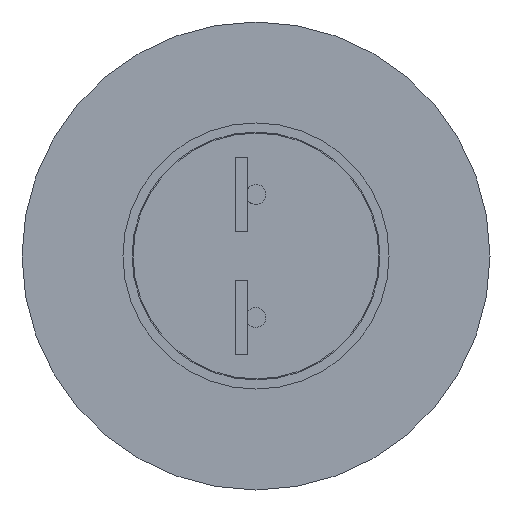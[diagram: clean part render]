
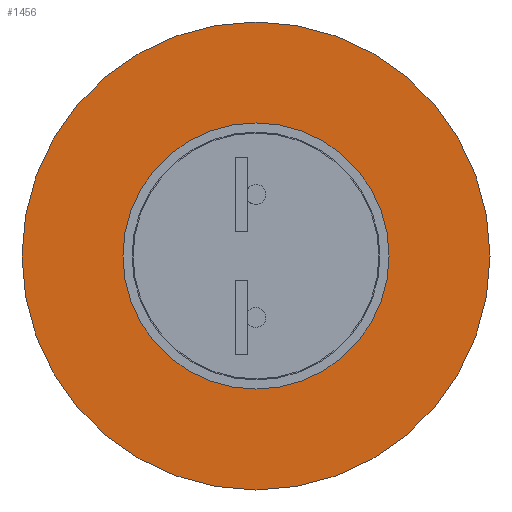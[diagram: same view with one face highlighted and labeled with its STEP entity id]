
A CAD part, front view. The second image highlights one B-rep face of the part: STEP entity #1456.
In plain terms, the highlighted planar face has unit normal (0, -1, 0).
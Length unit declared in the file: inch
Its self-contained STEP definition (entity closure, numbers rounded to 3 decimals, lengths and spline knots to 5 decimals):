
#103 = EDGE_CURVE ( 'NONE', #3005, #1410, #1896, .T. ) ;
#126 = CARTESIAN_POINT ( 'NONE',  ( 0., 0., 0. ) ) ;
#168 = CARTESIAN_POINT ( 'NONE',  ( -0.3355, 0., 0. ) ) ;
#275 = DIRECTION ( 'NONE',  ( -1., 0., 0. ) ) ;
#459 = VERTEX_POINT ( 'NONE', #168 ) ;
#658 = CARTESIAN_POINT ( 'NONE',  ( 0., 0., 0. ) ) ;
#969 = DIRECTION ( 'NONE',  ( 0., -1., 0. ) ) ;
#982 = DIRECTION ( 'NONE',  ( 1., 0., 0. ) ) ;
#1192 = AXIS2_PLACEMENT_3D ( 'NONE', #1938, #3754, #1624 ) ;
#1283 = CARTESIAN_POINT ( 'NONE',  ( 0., 0., 0. ) ) ;
#1320 = EDGE_LOOP ( 'NONE', ( #3049, #1822 ) ) ;
#1410 = VERTEX_POINT ( 'NONE', #2726 ) ;
#1411 = CIRCLE ( 'NONE', #3301, 0.59 ) ;
#1456 = ADVANCED_FACE ( 'NONE', ( #2055, #1460 ), #2671, .F. ) ;
#1460 = FACE_OUTER_BOUND ( 'NONE', #2752, .T. ) ;
#1520 = ORIENTED_EDGE ( 'NONE', *, *, #103, .T. ) ;
#1526 = AXIS2_PLACEMENT_3D ( 'NONE', #126, #2244, #3123 ) ;
#1624 = DIRECTION ( 'NONE',  ( 1., 0., 0. ) ) ;
#1629 = CARTESIAN_POINT ( 'NONE',  ( -0.59, 0., 0. ) ) ;
#1822 = ORIENTED_EDGE ( 'NONE', *, *, #1956, .F. ) ;
#1896 = CIRCLE ( 'NONE', #2660, 0.59 ) ;
#1938 = CARTESIAN_POINT ( 'NONE',  ( 0., 0., 0. ) ) ;
#1956 = EDGE_CURVE ( 'NONE', #459, #2150, #2364, .T. ) ;
#2055 = FACE_BOUND ( 'NONE', #1320, .T. ) ;
#2150 = VERTEX_POINT ( 'NONE', #3645 ) ;
#2176 = DIRECTION ( 'NONE',  ( 1., 0., 0. ) ) ;
#2196 = EDGE_CURVE ( 'NONE', #1410, #3005, #1411, .T. ) ;
#2244 = DIRECTION ( 'NONE',  ( 0., -1., 0. ) ) ;
#2364 = CIRCLE ( 'NONE', #1526, 0.3355 ) ;
#2377 = DIRECTION ( 'NONE',  ( 0., 1., 0. ) ) ;
#2490 = DIRECTION ( 'NONE',  ( 0., -1., 0. ) ) ;
#2660 = AXIS2_PLACEMENT_3D ( 'NONE', #658, #969, #2176 ) ;
#2671 = PLANE ( 'NONE',  #2685 ) ;
#2685 = AXIS2_PLACEMENT_3D ( 'NONE', #3867, #2377, #275 ) ;
#2726 = CARTESIAN_POINT ( 'NONE',  ( 0.59, 0., 0. ) ) ;
#2752 = EDGE_LOOP ( 'NONE', ( #3233, #1520 ) ) ;
#3005 = VERTEX_POINT ( 'NONE', #1629 ) ;
#3049 = ORIENTED_EDGE ( 'NONE', *, *, #3337, .F. ) ;
#3123 = DIRECTION ( 'NONE',  ( 1., 0., 0. ) ) ;
#3233 = ORIENTED_EDGE ( 'NONE', *, *, #2196, .T. ) ;
#3301 = AXIS2_PLACEMENT_3D ( 'NONE', #1283, #2490, #982 ) ;
#3337 = EDGE_CURVE ( 'NONE', #2150, #459, #3406, .T. ) ;
#3406 = CIRCLE ( 'NONE', #1192, 0.3355 ) ;
#3645 = CARTESIAN_POINT ( 'NONE',  ( 0.3355, 0., 0. ) ) ;
#3754 = DIRECTION ( 'NONE',  ( 0., -1., 0. ) ) ;
#3867 = CARTESIAN_POINT ( 'NONE',  ( -0.3355, 0., 0. ) ) ;
